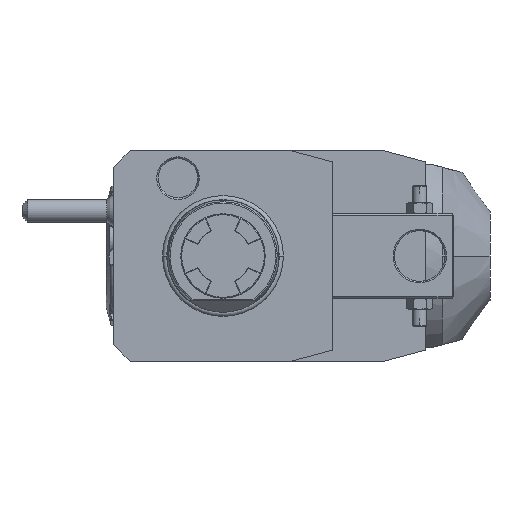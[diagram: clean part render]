
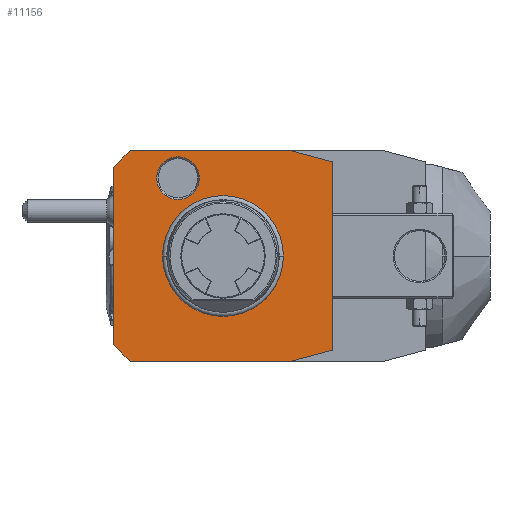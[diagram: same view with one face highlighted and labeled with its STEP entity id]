
A CAD part, front view. The second image highlights one B-rep face of the part: STEP entity #11156.
In plain terms, the highlighted planar face has unit normal (0, -1, 0).
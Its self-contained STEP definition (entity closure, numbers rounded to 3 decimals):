
#329=DIRECTION('',(1.,0.,0.));
#330=VECTOR('',#329,57.);
#331=CARTESIAN_POINT('',(-33.,0.,-37.5));
#332=LINE('',#331,#330);
#333=DIRECTION('',(0.707,0.,-0.707));
#334=VECTOR('',#333,8.485);
#335=CARTESIAN_POINT('',(-39.,0.,-31.5));
#336=LINE('',#335,#334);
#337=DIRECTION('',(0.,0.,-1.));
#338=VECTOR('',#337,63.);
#339=CARTESIAN_POINT('',(-39.,0.,31.5));
#340=LINE('',#339,#338);
#341=DIRECTION('',(-0.707,0.,-0.707));
#342=VECTOR('',#341,8.485);
#343=CARTESIAN_POINT('',(-33.,0.,37.5));
#344=LINE('',#343,#342);
#345=DIRECTION('',(-1.,0.,0.));
#346=VECTOR('',#345,57.);
#347=CARTESIAN_POINT('',(24.,0.,37.5));
#348=LINE('',#347,#346);
#349=DIRECTION('',(-0.966,0.,0.259));
#350=VECTOR('',#349,15.529);
#351=CARTESIAN_POINT('',(39.,0.,33.481));
#352=LINE('',#351,#350);
#353=DIRECTION('',(0.,0.,1.));
#354=VECTOR('',#353,66.962);
#355=CARTESIAN_POINT('',(39.,0.,-33.481));
#356=LINE('',#355,#354);
#357=DIRECTION('',(0.966,0.,0.259));
#358=VECTOR('',#357,15.529);
#359=CARTESIAN_POINT('',(24.,0.,-37.5));
#360=LINE('',#359,#358);
#361=CARTESIAN_POINT('',(-16.,0.,27.713));
#362=DIRECTION('',(0.,1.,0.));
#363=DIRECTION('',(1.,0.,0.));
#364=AXIS2_PLACEMENT_3D('',#361,#362,#363);
#366=CARTESIAN_POINT('',(-16.,0.,27.713));
#367=DIRECTION('',(0.,1.,0.));
#368=DIRECTION('',(-1.,0.,0.));
#369=AXIS2_PLACEMENT_3D('',#366,#367,#368);
#3248=CARTESIAN_POINT('',(0.,0.,0.));
#3249=DIRECTION('',(0.,-1.,0.));
#3250=DIRECTION('',(1.,0.,0.));
#3251=AXIS2_PLACEMENT_3D('',#3248,#3249,#3250);
#3253=CARTESIAN_POINT('',(0.,0.,0.));
#3254=DIRECTION('',(0.,-1.,0.));
#3255=DIRECTION('',(-1.,0.,0.));
#3256=AXIS2_PLACEMENT_3D('',#3253,#3254,#3255);
#9752=CARTESIAN_POINT('',(-8.423,0.,27.713));
#9753=CARTESIAN_POINT('',(-23.577,0.,27.713));
#9754=VERTEX_POINT('',#9752);
#9755=VERTEX_POINT('',#9753);
#10626=CARTESIAN_POINT('',(-33.,0.,-37.5));
#10627=CARTESIAN_POINT('',(24.,0.,-37.5));
#10628=VERTEX_POINT('',#10626);
#10629=VERTEX_POINT('',#10627);
#10630=CARTESIAN_POINT('',(39.,0.,-33.481));
#10631=VERTEX_POINT('',#10630);
#10632=CARTESIAN_POINT('',(39.,0.,33.481));
#10633=VERTEX_POINT('',#10632);
#10634=CARTESIAN_POINT('',(24.,0.,37.5));
#10635=VERTEX_POINT('',#10634);
#10636=CARTESIAN_POINT('',(-33.,0.,37.5));
#10637=VERTEX_POINT('',#10636);
#10638=CARTESIAN_POINT('',(-39.,0.,31.5));
#10639=VERTEX_POINT('',#10638);
#10640=CARTESIAN_POINT('',(-39.,0.,-31.5));
#10641=VERTEX_POINT('',#10640);
#10710=CARTESIAN_POINT('',(21.137,0.,0.));
#10711=CARTESIAN_POINT('',(-21.137,0.,0.));
#10712=VERTEX_POINT('',#10710);
#10713=VERTEX_POINT('',#10711);
#11124=CARTESIAN_POINT('',(0.,0.,0.));
#11125=DIRECTION('',(0.,-1.,0.));
#11126=DIRECTION('',(-1.,0.,0.));
#11127=AXIS2_PLACEMENT_3D('',#11124,#11125,#11126);
#11128=PLANE('',#11127);
#11129=ORIENTED_EDGE('',*,*,#11084,.F.);
#11131=ORIENTED_EDGE('',*,*,#11130,.F.);
#11133=ORIENTED_EDGE('',*,*,#11132,.F.);
#11135=ORIENTED_EDGE('',*,*,#11134,.F.);
#11136=ORIENTED_EDGE('',*,*,#10975,.F.);
#11138=ORIENTED_EDGE('',*,*,#11137,.F.);
#11140=ORIENTED_EDGE('',*,*,#11139,.F.);
#11141=ORIENTED_EDGE('',*,*,#11116,.F.);
#11142=EDGE_LOOP('',(#11129,#11131,#11133,#11135,#11136,#11138,#11140,#11141));
#11143=FACE_OUTER_BOUND('',#11142,.F.);
#11145=ORIENTED_EDGE('',*,*,#11144,.T.);
#11147=ORIENTED_EDGE('',*,*,#11146,.T.);
#11148=EDGE_LOOP('',(#11145,#11147));
#11149=FACE_BOUND('',#11148,.F.);
#11151=ORIENTED_EDGE('',*,*,#11150,.F.);
#11153=ORIENTED_EDGE('',*,*,#11152,.F.);
#11154=EDGE_LOOP('',(#11151,#11153));
#11155=FACE_BOUND('',#11154,.F.);
#365=CIRCLE('',#364,7.577);
#370=CIRCLE('',#369,7.577);
#3252=CIRCLE('',#3251,21.137);
#3257=CIRCLE('',#3256,21.137);
#10975=EDGE_CURVE('',#10635,#10637,#348,.T.);
#11084=EDGE_CURVE('',#10628,#10629,#332,.T.);
#11116=EDGE_CURVE('',#10629,#10631,#360,.T.);
#11130=EDGE_CURVE('',#10641,#10628,#336,.T.);
#11132=EDGE_CURVE('',#10639,#10641,#340,.T.);
#11134=EDGE_CURVE('',#10637,#10639,#344,.T.);
#11137=EDGE_CURVE('',#10633,#10635,#352,.T.);
#11139=EDGE_CURVE('',#10631,#10633,#356,.T.);
#11144=EDGE_CURVE('',#10712,#10713,#3252,.T.);
#11146=EDGE_CURVE('',#10713,#10712,#3257,.T.);
#11150=EDGE_CURVE('',#9754,#9755,#365,.T.);
#11152=EDGE_CURVE('',#9755,#9754,#370,.T.);
#11156=ADVANCED_FACE('',(#11143,#11149,#11155),#11128,.T.);
